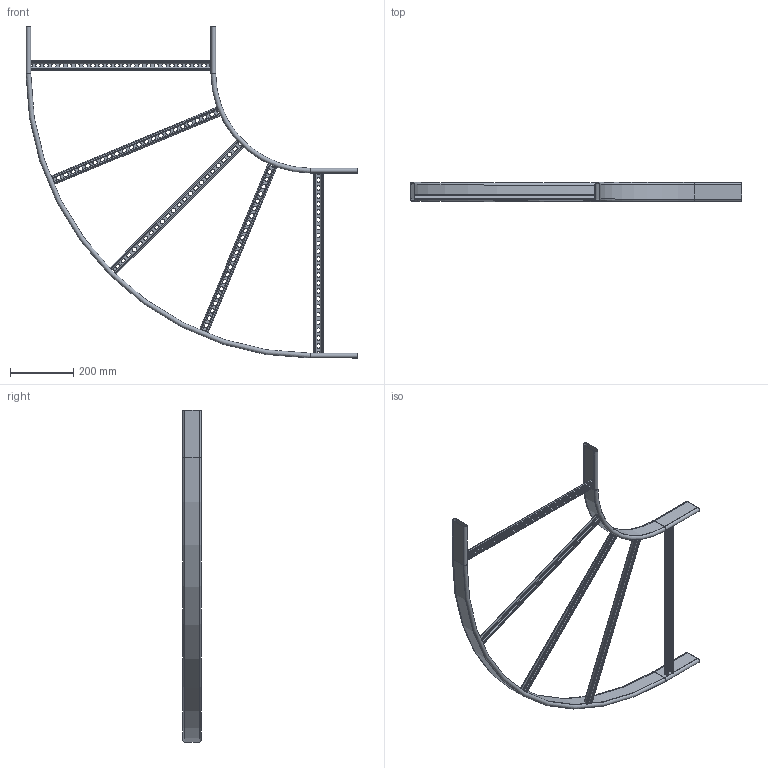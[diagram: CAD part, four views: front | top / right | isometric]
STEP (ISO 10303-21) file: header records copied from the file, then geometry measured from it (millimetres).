
FILE_DESCRIPTION (( 'STEP AP203' ), '1' );
FILE_NAME ('10-02-1414.STEP', '2013-05-02T09:47:36', ( 'asennus' ), ( '' ), 'SwSTEP 2.0', 'SolidWorks 2013', '' );
FILE_SCHEMA (( 'CONFIG_CONTROL_DESIGN' ));
Length unit declared in the file: millimetre
Products named in the file (1): 10-02-1414
Bounding box: 1050 x 60 x 1050 mm (x, y, z)
Volume: 506124.5 mm3; surface area: 1023882.3 mm2
Topology: 7 solids, 7 shells, 792 faces, 2062 edges, 1284 vertices
Faces by surface type: plane 460, cylinder 324, torus 8
Entity records: 24531 total; most frequent: DIRECTION 4296, CARTESIAN_POINT 4139, ORIENTED_EDGE 4124, EDGE_CURVE 2062, AXIS2_PLACEMENT_3D 1441, VECTOR 1414, LINE 1414, VERTEX_POINT 1284
